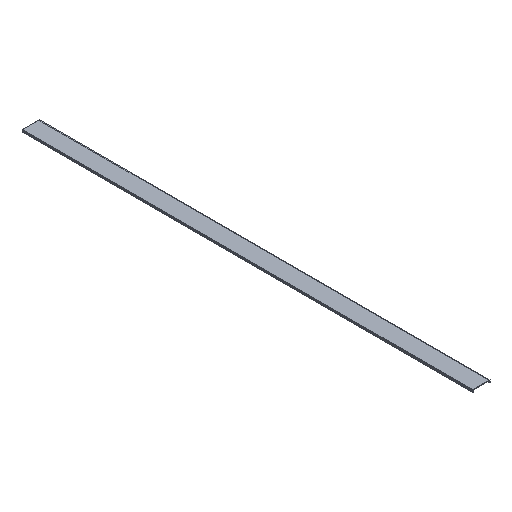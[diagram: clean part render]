
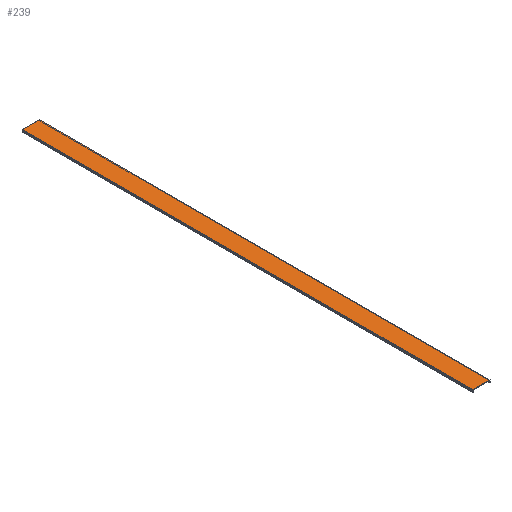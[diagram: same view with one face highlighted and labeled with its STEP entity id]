
A CAD part, isometric view. The second image highlights one B-rep face of the part: STEP entity #239.
In plain terms, the highlighted planar face has unit normal (0, 0, 1).
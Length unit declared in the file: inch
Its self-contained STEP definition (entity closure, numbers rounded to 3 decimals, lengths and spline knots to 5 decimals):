
#5 = LINE ( 'NONE', #328, #452 ) ;
#8 = EDGE_CURVE ( 'NONE', #119, #345, #5, .T. ) ;
#23 = VERTEX_POINT ( 'NONE', #508 ) ;
#27 = EDGE_CURVE ( 'NONE', #345, #23, #136, .T. ) ;
#33 = ORIENTED_EDGE ( 'NONE', *, *, #76, .T. ) ;
#43 = EDGE_LOOP ( 'NONE', ( #372, #548, #33, #340 ) ) ;
#76 = EDGE_CURVE ( 'NONE', #293, #119, #78, .T. ) ;
#77 = DIRECTION ( 'NONE',  ( 0., 0., 1. ) ) ;
#78 = LINE ( 'NONE', #302, #167 ) ;
#98 = FACE_OUTER_BOUND ( 'NONE', #43, .T. ) ;
#117 = LINE ( 'NONE', #121, #450 ) ;
#119 = VERTEX_POINT ( 'NONE', #365 ) ;
#121 = CARTESIAN_POINT ( 'NONE',  ( -1.375, 72., 3.12 ) ) ;
#136 = LINE ( 'NONE', #240, #173 ) ;
#165 = DIRECTION ( 'NONE',  ( 0., -1., 0. ) ) ;
#167 = VECTOR ( 'NONE', #258, 39.37008 ) ;
#173 = VECTOR ( 'NONE', #373, 39.37008 ) ;
#203 = CARTESIAN_POINT ( 'NONE',  ( 1.375, 72., 3.12 ) ) ;
#239 = ADVANCED_FACE ( 'NONE', ( #98 ), #337, .T. ) ;
#240 = CARTESIAN_POINT ( 'NONE',  ( 1.375, 72., 3.12 ) ) ;
#258 = DIRECTION ( 'NONE',  ( 1., 0., 0. ) ) ;
#282 = EDGE_CURVE ( 'NONE', #23, #293, #117, .T. ) ;
#293 = VERTEX_POINT ( 'NONE', #469 ) ;
#302 = CARTESIAN_POINT ( 'NONE',  ( 1.375, 0., 3.12 ) ) ;
#328 = CARTESIAN_POINT ( 'NONE',  ( 1.375, 72., 3.12 ) ) ;
#337 = PLANE ( 'NONE',  #404 ) ;
#340 = ORIENTED_EDGE ( 'NONE', *, *, #8, .T. ) ;
#345 = VERTEX_POINT ( 'NONE', #359 ) ;
#359 = CARTESIAN_POINT ( 'NONE',  ( 1.375, 72., 3.12 ) ) ;
#365 = CARTESIAN_POINT ( 'NONE',  ( 1.375, 0., 3.12 ) ) ;
#372 = ORIENTED_EDGE ( 'NONE', *, *, #27, .T. ) ;
#373 = DIRECTION ( 'NONE',  ( -1., 0., 0. ) ) ;
#404 = AXIS2_PLACEMENT_3D ( 'NONE', #203, #77, #556 ) ;
#450 = VECTOR ( 'NONE', #165, 39.37008 ) ;
#452 = VECTOR ( 'NONE', #551, 39.37008 ) ;
#469 = CARTESIAN_POINT ( 'NONE',  ( -1.375, 0., 3.12 ) ) ;
#508 = CARTESIAN_POINT ( 'NONE',  ( -1.375, 72., 3.12 ) ) ;
#548 = ORIENTED_EDGE ( 'NONE', *, *, #282, .T. ) ;
#551 = DIRECTION ( 'NONE',  ( 0., 1., 0. ) ) ;
#556 = DIRECTION ( 'NONE',  ( 1., 0., 0. ) ) ;
